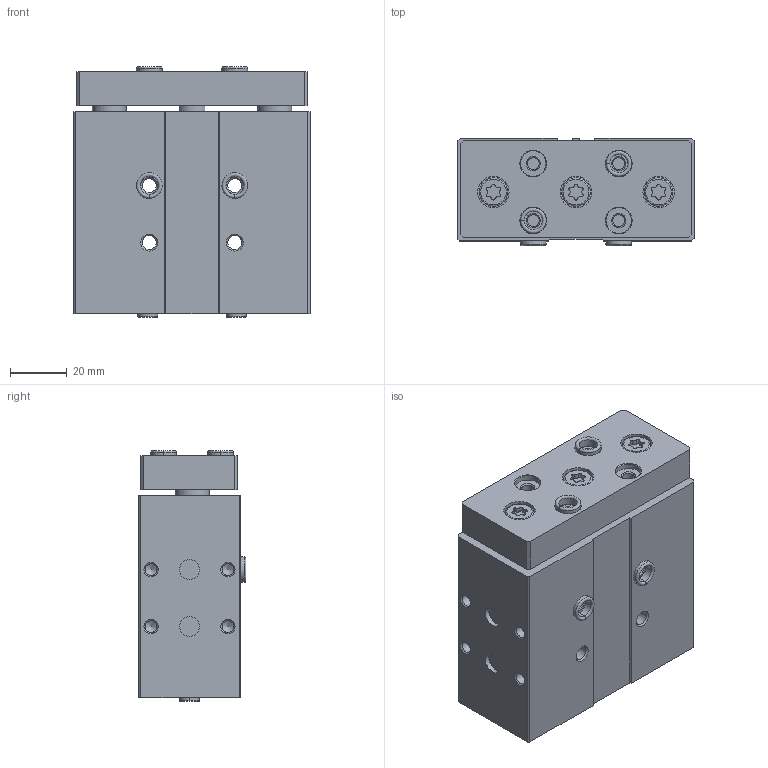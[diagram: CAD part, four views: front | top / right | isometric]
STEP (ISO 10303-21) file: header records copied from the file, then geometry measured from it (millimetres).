
FILE_DESCRIPTION(/* description */ ('STEP AP214'),/* implementation_level */ '2;1');
FILE_NAME(/* name */ '8118852_DFM-20-30-P-A-KF-F1A',/* time_stamp */ '2024-08-14T20:47:49+02:00',/* author */ ('License CC BY-ND 4.0'),/* organization */ ('CADENAS'),/* preprocessor_version */ 'ST-DEVELOPER v19.3',/* originating_system */ 'PARTsolutions',/* authorisation */ ' ');
FILE_SCHEMA (('AUTOMOTIVE_DESIGN {1 0 10303 214 3 1 1}'));
Length unit declared in the file: millimetre
Products named in the file (6): 8118852 DFM-20-30-P-A-KF-F1A---(0); 8118852 DFM-20-30-P-A-KF-F1A---(Z); 8118852 DFM-20-30-P-A-KF-F1A---(K); 8137184 ZBH-9-B; ISO-4026 M5x5; 8146544 ZBH-7-B
Assembly tree (10 placements, depth 2):
  8118852 DFM-20-30-P-A-KF-F1A---(0)
    8118852 DFM-20-30-P-A-KF-F1A---(Z)
    8118852 DFM-20-30-P-A-KF-F1A---(K)
    8137184 ZBH-9-B  x4
    ISO-4026 M5x5  x2
    8146544 ZBH-7-B  x2
Bounding box: 83 x 37.85 x 88.1 mm (x, y, z)
Volume: 223039.2 mm3; surface area: 55180.1 mm2
Topology: 10 solids, 10 shells, 309 faces, 681 edges, 430 vertices
Faces by surface type: plane 122, cylinder 118, cone 54, torus 15
Full cylindrical faces by diameter (mm): 4.134 x15, 4.917 x4, 5 x2, 5.2 x4, 7 x4, 9 x10, 10 x5, 11 x3, 12 x4, 20 x2, 21 x1
Entity records: 6980 total; most frequent: DIRECTION 1272, CARTESIAN_POINT 1170, ORIENTED_EDGE 950, AXIS2_PLACEMENT_3D 539, EDGE_CURVE 475, FACE_BOUND 422, EDGE_LOOP 414, VERTEX_POINT 365
